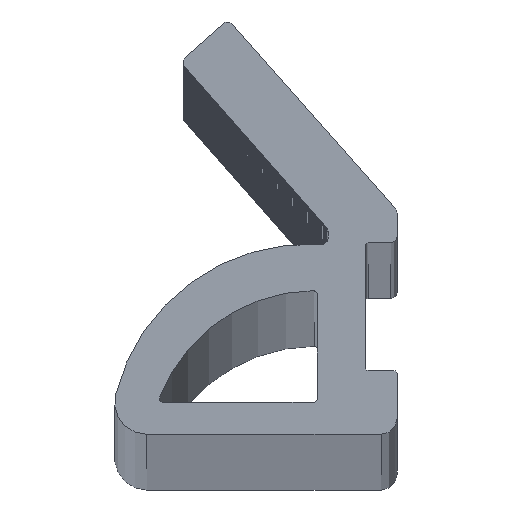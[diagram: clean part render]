
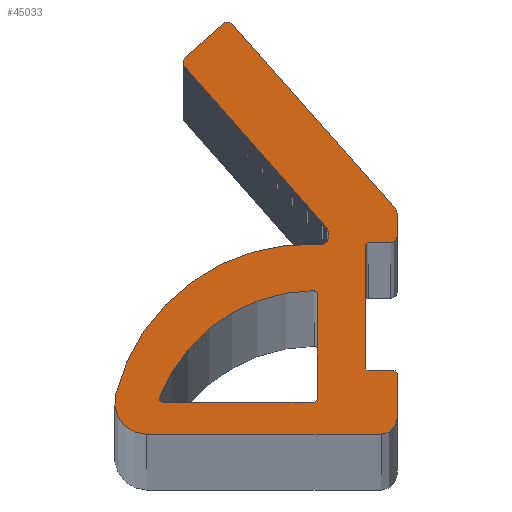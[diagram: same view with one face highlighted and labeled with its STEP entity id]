
A CAD part, top view. The second image highlights one B-rep face of the part: STEP entity #45033.
In plain terms, the highlighted planar face has unit normal (0, 0, 1).
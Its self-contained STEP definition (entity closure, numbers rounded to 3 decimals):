
#43397=CARTESIAN_POINT('',(-5.159,12.85,1000.0));
#43398=VERTEX_POINT('',#43397);
#43405=CARTESIAN_POINT('',(-0.05,7.057,1000.0));
#43406=VERTEX_POINT('',#43405);
#43407=CARTESIAN_POINT('',(-0.05,7.057,1000.0));
#43408=DIRECTION('',(-0.661,0.75,0.0));
#43409=VECTOR('',#43408,7.724);
#43410=LINE('',#43407,#43409);
#43411=EDGE_CURVE('',#43406,#43398,#43410,.T.);
#43478=CARTESIAN_POINT('',(-2.161,6.352,1000.0));
#43479=VERTEX_POINT('',#43478);
#43486=CARTESIAN_POINT('',(-2.211,6.484,1000.0));
#43487=VERTEX_POINT('',#43486);
#43488=CARTESIAN_POINT('',(-2.361,6.352,1000.0));
#43489=DIRECTION('',(0.0,0.0,1.0));
#43490=DIRECTION('',(0.935,0.354,0.0));
#43491=AXIS2_PLACEMENT_3D('',#43488,#43489,#43490);
#43492=CIRCLE('',#43491,0.2);
#43493=EDGE_CURVE('',#43479,#43487,#43492,.T.);
#43850=CARTESIAN_POINT('',(-2.161,6.144,1000.0));
#43851=VERTEX_POINT('',#43850);
#43858=CARTESIAN_POINT('',(-2.161,6.352,1000.0));
#43859=DIRECTION('',(0.0,-1.0,0.0));
#43860=VECTOR('',#43859,0.208);
#43861=LINE('',#43858,#43860);
#43862=EDGE_CURVE('',#43479,#43851,#43861,.T.);
#43881=CARTESIAN_POINT('',(-2.374,5.944,1000.0));
#43882=VERTEX_POINT('',#43881);
#43889=CARTESIAN_POINT('',(-2.361,6.144,1000.0));
#43890=DIRECTION('',(0.0,0.0,1.0));
#43891=DIRECTION('',(0.684,-0.729,0.0));
#43892=AXIS2_PLACEMENT_3D('',#43889,#43890,#43891);
#43893=CIRCLE('',#43892,0.2);
#43894=EDGE_CURVE('',#43882,#43851,#43893,.T.);
#43915=CARTESIAN_POINT('',(-8.818,1.244,1000.0));
#43916=VERTEX_POINT('',#43915);
#43923=CARTESIAN_POINT('',(-2.772,-0.277,1000.0));
#43924=DIRECTION('',(0.0,0.0,1.0));
#43925=DIRECTION('',(-0.098,-0.995,0.0));
#43926=AXIS2_PLACEMENT_3D('',#43923,#43924,#43925);
#43927=CIRCLE('',#43926,6.234);
#43928=EDGE_CURVE('',#43882,#43916,#43927,.T.);
#43939=CARTESIAN_POINT('',(-6.659,11.527,1000.0));
#43940=VERTEX_POINT('',#43939);
#43947=CARTESIAN_POINT('',(-6.642,11.809,1000.0));
#43948=VERTEX_POINT('',#43947);
#43949=CARTESIAN_POINT('',(-6.509,11.659,1000.0));
#43950=DIRECTION('',(0.0,0.0,-1.0));
#43951=DIRECTION('',(-0.998,0.063,0.0));
#43952=AXIS2_PLACEMENT_3D('',#43949,#43950,#43951);
#43953=CIRCLE('',#43952,0.2);
#43954=EDGE_CURVE('',#43940,#43948,#43953,.T.);
#43972=CARTESIAN_POINT('',(-6.659,11.527,1000.0));
#43973=DIRECTION('',(0.661,-0.75,0.0));
#43974=VECTOR('',#43973,6.724);
#43975=LINE('',#43972,#43974);
#43976=EDGE_CURVE('',#43940,#43487,#43975,.T.);
#44167=CARTESIAN_POINT('',(-7.848,0.,1000.0));
#44168=VERTEX_POINT('',#44167);
#44169=CARTESIAN_POINT('',(-7.848,1.,1000.0));
#44170=DIRECTION('',(0.0,0.0,-1.0));
#44171=DIRECTION('',(-0.789,-0.615,0.0));
#44172=AXIS2_PLACEMENT_3D('',#44169,#44170,#44171);
#44173=CIRCLE('',#44172,1.0);
#44174=EDGE_CURVE('',#44168,#43916,#44173,.T.);
#44194=CARTESIAN_POINT('',(-0.5,0.,1000.0));
#44195=VERTEX_POINT('',#44194);
#44202=CARTESIAN_POINT('',(-7.848,0.,1000.0));
#44203=DIRECTION('',(1.0,0.0,0.0));
#44204=VECTOR('',#44203,7.348);
#44205=LINE('',#44202,#44204);
#44206=EDGE_CURVE('',#44168,#44195,#44205,.T.);
#44217=CARTESIAN_POINT('',(-0.9,6.0,1000.0));
#44218=VERTEX_POINT('',#44217);
#44225=CARTESIAN_POINT('',(-1.,5.9,1000.0));
#44226=VERTEX_POINT('',#44225);
#44227=CARTESIAN_POINT('',(-0.9,5.9,1000.0));
#44228=DIRECTION('',(0.0,0.0,1.0));
#44229=DIRECTION('',(-0.707,0.707,0.0));
#44230=AXIS2_PLACEMENT_3D('',#44227,#44228,#44229);
#44231=CIRCLE('',#44230,0.1);
#44232=EDGE_CURVE('',#44218,#44226,#44231,.T.);
#44250=CARTESIAN_POINT('',(-0.2,6.0,1000.0));
#44251=VERTEX_POINT('',#44250);
#44258=CARTESIAN_POINT('',(-0.9,6.0,1000.0));
#44259=DIRECTION('',(1.0,0.0,0.0));
#44260=VECTOR('',#44259,0.7);
#44261=LINE('',#44258,#44260);
#44262=EDGE_CURVE('',#44218,#44251,#44261,.T.);
#44273=CARTESIAN_POINT('',(-1.0,2.1,1000.0));
#44274=VERTEX_POINT('',#44273);
#44281=CARTESIAN_POINT('',(-0.9,2.0,1000.0));
#44282=VERTEX_POINT('',#44281);
#44283=CARTESIAN_POINT('',(-0.9,2.1,1000.0));
#44284=DIRECTION('',(0.0,0.0,1.0));
#44285=DIRECTION('',(-0.707,-0.707,0.0));
#44286=AXIS2_PLACEMENT_3D('',#44283,#44284,#44285);
#44287=CIRCLE('',#44286,0.1);
#44288=EDGE_CURVE('',#44274,#44282,#44287,.T.);
#44305=CARTESIAN_POINT('',(-1.0,2.1,1000.0));
#44306=DIRECTION('',(0.0,1.0,0.0));
#44307=VECTOR('',#44306,3.8);
#44308=LINE('',#44305,#44307);
#44309=EDGE_CURVE('',#44274,#44226,#44308,.T.);
#44322=CARTESIAN_POINT('',(-2.6,1.,1000.0));
#44323=VERTEX_POINT('',#44322);
#44330=CARTESIAN_POINT('',(-2.5,1.1,1000.0));
#44331=VERTEX_POINT('',#44330);
#44332=CARTESIAN_POINT('',(-2.6,1.1,1000.0));
#44333=DIRECTION('',(0.0,0.0,1.0));
#44334=DIRECTION('',(0.707,-0.707,0.0));
#44335=AXIS2_PLACEMENT_3D('',#44332,#44333,#44334);
#44336=CIRCLE('',#44335,0.1);
#44337=EDGE_CURVE('',#44323,#44331,#44336,.T.);
#44355=CARTESIAN_POINT('',(-7.357,1.,1000.0));
#44356=VERTEX_POINT('',#44355);
#44363=CARTESIAN_POINT('',(-2.6,1.,1000.0));
#44364=DIRECTION('',(-1.0,0.0,0.0));
#44365=VECTOR('',#44364,4.757);
#44366=LINE('',#44363,#44365);
#44367=EDGE_CURVE('',#44323,#44356,#44366,.T.);
#44378=CARTESIAN_POINT('',(-2.5,4.4,1000.0));
#44379=VERTEX_POINT('',#44378);
#44386=CARTESIAN_POINT('',(-2.601,4.5,1000.0));
#44387=VERTEX_POINT('',#44386);
#44388=CARTESIAN_POINT('',(-2.6,4.4,1000.0));
#44389=DIRECTION('',(0.0,0.0,1.0));
#44390=DIRECTION('',(0.705,0.709,0.0));
#44391=AXIS2_PLACEMENT_3D('',#44388,#44389,#44390);
#44392=CIRCLE('',#44391,0.1);
#44393=EDGE_CURVE('',#44379,#44387,#44392,.T.);
#44410=CARTESIAN_POINT('',(-2.5,4.4,1000.0));
#44411=DIRECTION('',(0.0,-1.0,0.0));
#44412=VECTOR('',#44411,3.3);
#44413=LINE('',#44410,#44412);
#44414=EDGE_CURVE('',#44379,#44331,#44413,.T.);
#44427=CARTESIAN_POINT('',(-7.45,1.136,1000.0));
#44428=VERTEX_POINT('',#44427);
#44435=CARTESIAN_POINT('',(-7.357,1.1,1000.0));
#44436=DIRECTION('',(0.0,0.0,1.0));
#44437=DIRECTION('',(-0.823,-0.567,0.0));
#44438=AXIS2_PLACEMENT_3D('',#44435,#44436,#44437);
#44439=CIRCLE('',#44438,0.1);
#44440=EDGE_CURVE('',#44428,#44356,#44439,.T.);
#44452=CARTESIAN_POINT('',(-2.568,-0.725,1000.0));
#44453=DIRECTION('',(0.0,0.0,-1.0));
#44454=DIRECTION('',(-0.013,-1.,0.0));
#44455=AXIS2_PLACEMENT_3D('',#44452,#44453,#44454);
#44456=CIRCLE('',#44455,5.225);
#44457=EDGE_CURVE('',#44428,#44387,#44456,.T.);
#44470=CARTESIAN_POINT('',(-5.442,12.868,1000.0));
#44471=VERTEX_POINT('',#44470);
#44478=CARTESIAN_POINT('',(-5.309,12.718,1000.0));
#44479=DIRECTION('',(0.0,0.0,-1.0));
#44480=DIRECTION('',(0.063,0.998,0.0));
#44481=AXIS2_PLACEMENT_3D('',#44478,#44479,#44480);
#44482=CIRCLE('',#44481,0.2);
#44483=EDGE_CURVE('',#44471,#43398,#44482,.T.);
#44496=CARTESIAN_POINT('',(-5.442,12.868,1000.0));
#44497=DIRECTION('',(-0.75,-0.661,0.0));
#44498=VECTOR('',#44497,1.6);
#44499=LINE('',#44496,#44498);
#44500=EDGE_CURVE('',#44471,#43948,#44499,.T.);
#44511=CARTESIAN_POINT('',(-0.1,2.0,1000.0));
#44512=VERTEX_POINT('',#44511);
#44513=CARTESIAN_POINT('',(0.,1.9,1000.0));
#44514=VERTEX_POINT('',#44513);
#44515=CARTESIAN_POINT('',(-0.1,1.9,1000.0));
#44516=DIRECTION('',(0.0,0.0,-1.0));
#44517=DIRECTION('',(0.707,0.707,0.0));
#44518=AXIS2_PLACEMENT_3D('',#44515,#44516,#44517);
#44519=CIRCLE('',#44518,0.1);
#44520=EDGE_CURVE('',#44512,#44514,#44519,.T.);
#44544=CARTESIAN_POINT('',(0.,0.5,1000.0));
#44545=VERTEX_POINT('',#44544);
#44546=CARTESIAN_POINT('',(0.,0.5,1000.0));
#44547=DIRECTION('',(0.0,1.0,0.0));
#44548=VECTOR('',#44547,1.4);
#44549=LINE('',#44546,#44548);
#44550=EDGE_CURVE('',#44545,#44514,#44549,.T.);
#44567=CARTESIAN_POINT('',(-0.5,0.5,1000.0));
#44568=DIRECTION('',(0.0,0.0,-1.0));
#44569=DIRECTION('',(0.707,-0.707,0.0));
#44570=AXIS2_PLACEMENT_3D('',#44567,#44568,#44569);
#44571=CIRCLE('',#44570,0.5);
#44572=EDGE_CURVE('',#44545,#44195,#44571,.T.);
#44585=CARTESIAN_POINT('',(0.,6.924,1000.0));
#44586=VERTEX_POINT('',#44585);
#44587=CARTESIAN_POINT('',(-0.2,6.924,1000.0));
#44588=DIRECTION('',(0.0,0.0,-1.0));
#44589=DIRECTION('',(0.935,0.354,0.0));
#44590=AXIS2_PLACEMENT_3D('',#44587,#44588,#44589);
#44591=CIRCLE('',#44590,0.2);
#44592=EDGE_CURVE('',#43406,#44586,#44591,.T.);
#44942=CARTESIAN_POINT('',(0.,6.2,1000.0));
#44943=VERTEX_POINT('',#44942);
#44944=CARTESIAN_POINT('',(-0.2,6.2,1000.0));
#44945=DIRECTION('',(0.0,0.0,-1.0));
#44946=DIRECTION('',(0.707,-0.707,0.0));
#44947=AXIS2_PLACEMENT_3D('',#44944,#44945,#44946);
#44948=CIRCLE('',#44947,0.2);
#44949=EDGE_CURVE('',#44943,#44251,#44948,.T.);
#44968=CARTESIAN_POINT('',(0.,6.2,1000.0));
#44969=DIRECTION('',(0.0,1.0,0.0));
#44970=VECTOR('',#44969,0.724);
#44971=LINE('',#44968,#44970);
#44972=EDGE_CURVE('',#44943,#44586,#44971,.T.);
#44985=CARTESIAN_POINT('',(-0.1,2.0,1000.0));
#44986=DIRECTION('',(-1.0,0.0,0.0));
#44987=VECTOR('',#44986,0.8);
#44988=LINE('',#44985,#44987);
#44989=EDGE_CURVE('',#44512,#44282,#44988,.T.);
#44996=CARTESIAN_POINT('',(-3.711,5.418,1000.0));
#44997=DIRECTION('',(0.0,0.0,1.0));
#44998=DIRECTION('',(1.0,0.0,0.0));
#44999=AXIS2_PLACEMENT_3D('',#44996,#44997,#44998);
#45000=PLANE('',#44999);
#45001=ORIENTED_EDGE('',*,*,#43954,.F.);
#45002=ORIENTED_EDGE('',*,*,#43976,.T.);
#45003=ORIENTED_EDGE('',*,*,#43493,.F.);
#45004=ORIENTED_EDGE('',*,*,#43862,.T.);
#45005=ORIENTED_EDGE('',*,*,#43894,.F.);
#45006=ORIENTED_EDGE('',*,*,#43928,.T.);
#45007=ORIENTED_EDGE('',*,*,#44174,.F.);
#45008=ORIENTED_EDGE('',*,*,#44206,.T.);
#45009=ORIENTED_EDGE('',*,*,#44572,.F.);
#45010=ORIENTED_EDGE('',*,*,#44550,.T.);
#45011=ORIENTED_EDGE('',*,*,#44520,.F.);
#45012=ORIENTED_EDGE('',*,*,#44989,.T.);
#45013=ORIENTED_EDGE('',*,*,#44288,.F.);
#45014=ORIENTED_EDGE('',*,*,#44309,.T.);
#45015=ORIENTED_EDGE('',*,*,#44232,.F.);
#45016=ORIENTED_EDGE('',*,*,#44262,.T.);
#45017=ORIENTED_EDGE('',*,*,#44949,.F.);
#45018=ORIENTED_EDGE('',*,*,#44972,.T.);
#45019=ORIENTED_EDGE('',*,*,#44592,.F.);
#45020=ORIENTED_EDGE('',*,*,#43411,.T.);
#45021=ORIENTED_EDGE('',*,*,#44483,.F.);
#45022=ORIENTED_EDGE('',*,*,#44500,.T.);
#45023=EDGE_LOOP('',(#45001,#45002,#45003,#45004,#45005,#45006,#45007,#45008,#45009,#45010,#45011,#45012,#45013,#45014,#45015,#45016,#45017,#45018,#45019,#45020,#45021,#45022));
#45024=FACE_OUTER_BOUND('',#45023,.T.);
#45025=ORIENTED_EDGE('',*,*,#44367,.T.);
#45026=ORIENTED_EDGE('',*,*,#44440,.F.);
#45027=ORIENTED_EDGE('',*,*,#44457,.T.);
#45028=ORIENTED_EDGE('',*,*,#44393,.F.);
#45029=ORIENTED_EDGE('',*,*,#44414,.T.);
#45030=ORIENTED_EDGE('',*,*,#44337,.F.);
#45031=EDGE_LOOP('',(#45025,#45026,#45027,#45028,#45029,#45030));
#45032=FACE_BOUND('',#45031,.T.);
#45033=ADVANCED_FACE('',(#45024,#45032),#45000,.T.);
